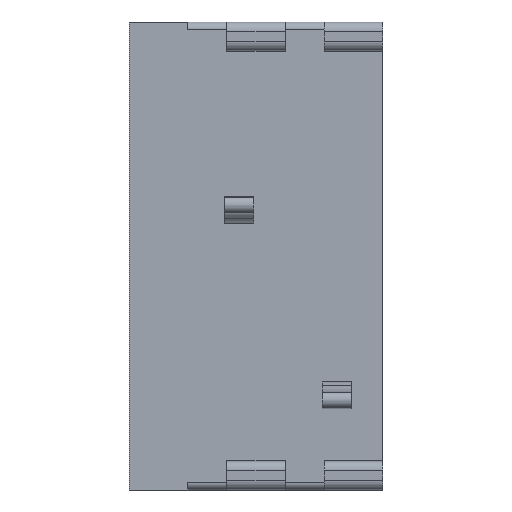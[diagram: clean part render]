
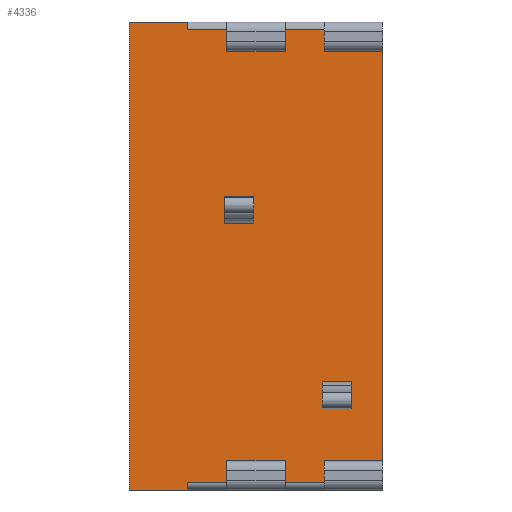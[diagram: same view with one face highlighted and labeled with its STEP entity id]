
A CAD part, front view. The second image highlights one B-rep face of the part: STEP entity #4336.
In plain terms, the highlighted planar face has unit normal (0, -1, 0).
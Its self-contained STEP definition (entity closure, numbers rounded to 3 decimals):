
#17=DIRECTION('',(0.,0.,-1.));
#18=VECTOR('',#17,12.);
#19=CARTESIAN_POINT('',(-3.25,0.,0.));
#20=LINE('',#19,#18);
#255=DIRECTION('',(1.,0.,0.));
#256=VECTOR('',#255,1.5);
#257=CARTESIAN_POINT('',(-3.25,0.,-12.));
#258=LINE('',#257,#256);
#305=DIRECTION('',(0.,0.,-1.));
#306=VECTOR('',#305,0.2);
#307=CARTESIAN_POINT('',(-1.75,0.,0.));
#308=LINE('',#307,#306);
#309=DIRECTION('',(-1.,0.,0.));
#310=VECTOR('',#309,1.);
#311=CARTESIAN_POINT('',(-0.75,0.,-0.2));
#312=LINE('',#311,#310);
#313=DIRECTION('',(0.,0.,-1.));
#314=VECTOR('',#313,0.545);
#315=CARTESIAN_POINT('',(-0.75,0.,-0.2));
#316=LINE('',#315,#314);
#317=DIRECTION('',(1.,0.,0.));
#318=VECTOR('',#317,1.5);
#319=CARTESIAN_POINT('',(-0.75,0.,-0.745));
#320=LINE('',#319,#318);
#321=DIRECTION('',(0.,0.,-1.));
#322=VECTOR('',#321,0.545);
#323=CARTESIAN_POINT('',(0.75,0.,-0.2));
#324=LINE('',#323,#322);
#325=DIRECTION('',(-1.,0.,0.));
#326=VECTOR('',#325,1.);
#327=CARTESIAN_POINT('',(1.75,0.,-0.2));
#328=LINE('',#327,#326);
#329=DIRECTION('',(0.,0.,-1.));
#330=VECTOR('',#329,0.545);
#331=CARTESIAN_POINT('',(1.75,0.,-0.2));
#332=LINE('',#331,#330);
#333=DIRECTION('',(1.,0.,0.));
#334=VECTOR('',#333,1.5);
#335=CARTESIAN_POINT('',(1.75,0.,-0.745));
#336=LINE('',#335,#334);
#337=DIRECTION('',(1.,0.,0.));
#338=VECTOR('',#337,1.5);
#339=CARTESIAN_POINT('',(1.75,0.,-11.255));
#340=LINE('',#339,#338);
#341=DIRECTION('',(0.,0.,-1.));
#342=VECTOR('',#341,0.545);
#343=CARTESIAN_POINT('',(1.75,0.,-11.255));
#344=LINE('',#343,#342);
#345=DIRECTION('',(-1.,0.,0.));
#346=VECTOR('',#345,1.);
#347=CARTESIAN_POINT('',(1.75,0.,-11.8));
#348=LINE('',#347,#346);
#349=DIRECTION('',(0.,0.,-1.));
#350=VECTOR('',#349,0.545);
#351=CARTESIAN_POINT('',(0.75,0.,-11.255));
#352=LINE('',#351,#350);
#353=DIRECTION('',(1.,0.,0.));
#354=VECTOR('',#353,1.5);
#355=CARTESIAN_POINT('',(-0.75,0.,-11.255));
#356=LINE('',#355,#354);
#357=DIRECTION('',(0.,0.,-1.));
#358=VECTOR('',#357,0.545);
#359=CARTESIAN_POINT('',(-0.75,0.,-11.255));
#360=LINE('',#359,#358);
#361=DIRECTION('',(-1.,0.,0.));
#362=VECTOR('',#361,1.);
#363=CARTESIAN_POINT('',(-0.75,0.,-11.8));
#364=LINE('',#363,#362);
#365=DIRECTION('',(0.,0.,-1.));
#366=VECTOR('',#365,0.2);
#367=CARTESIAN_POINT('',(-1.75,0.,-11.8));
#368=LINE('',#367,#366);
#369=DIRECTION('',(1.,0.,0.));
#370=VECTOR('',#369,1.5);
#371=CARTESIAN_POINT('',(-3.25,0.,0.));
#372=LINE('',#371,#370);
#373=DIRECTION('',(0.,0.,-1.));
#374=VECTOR('',#373,0.4);
#375=CARTESIAN_POINT('',(-0.805,0.,-4.47));
#376=LINE('',#375,#374);
#377=DIRECTION('',(1.,0.,0.));
#378=VECTOR('',#377,0.75);
#379=CARTESIAN_POINT('',(-0.805,0.,-4.87));
#380=LINE('',#379,#378);
#381=DIRECTION('',(0.,0.,-1.));
#382=VECTOR('',#381,0.4);
#383=CARTESIAN_POINT('',(-0.055,0.,-4.47));
#384=LINE('',#383,#382);
#385=DIRECTION('',(1.,0.,0.));
#386=VECTOR('',#385,0.75);
#387=CARTESIAN_POINT('',(-0.805,0.,-4.47));
#388=LINE('',#387,#386);
#389=DIRECTION('',(0.,0.,-1.));
#390=VECTOR('',#389,0.4);
#391=CARTESIAN_POINT('',(1.695,0.,-9.52));
#392=LINE('',#391,#390);
#393=DIRECTION('',(1.,0.,0.));
#394=VECTOR('',#393,0.75);
#395=CARTESIAN_POINT('',(1.695,0.,-9.92));
#396=LINE('',#395,#394);
#397=DIRECTION('',(0.,0.,-1.));
#398=VECTOR('',#397,0.4);
#399=CARTESIAN_POINT('',(2.445,0.,-9.52));
#400=LINE('',#399,#398);
#401=DIRECTION('',(1.,0.,0.));
#402=VECTOR('',#401,0.75);
#403=CARTESIAN_POINT('',(1.695,0.,-9.52));
#404=LINE('',#403,#402);
#1302=DIRECTION('',(0.,0.,-1.));
#1303=VECTOR('',#1302,10.51);
#1304=CARTESIAN_POINT('',(3.25,0.,-0.745));
#1305=LINE('',#1304,#1303);
#3103=CARTESIAN_POINT('',(-3.25,0.,0.));
#3104=CARTESIAN_POINT('',(-3.25,0.,-12.));
#3105=VERTEX_POINT('',#3103);
#3106=VERTEX_POINT('',#3104);
#3223=CARTESIAN_POINT('',(3.25,0.,-11.255));
#3224=VERTEX_POINT('',#3223);
#3225=CARTESIAN_POINT('',(1.75,0.,-11.255));
#3226=VERTEX_POINT('',#3225);
#3235=CARTESIAN_POINT('',(3.25,0.,-0.745));
#3236=VERTEX_POINT('',#3235);
#3239=CARTESIAN_POINT('',(1.75,0.,-0.745));
#3240=VERTEX_POINT('',#3239);
#3274=CARTESIAN_POINT('',(1.75,0.,-0.2));
#3276=VERTEX_POINT('',#3274);
#3277=CARTESIAN_POINT('',(1.75,0.,-11.8));
#3279=VERTEX_POINT('',#3277);
#3357=CARTESIAN_POINT('',(-0.805,0.,-4.47));
#3358=VERTEX_POINT('',#3357);
#3359=CARTESIAN_POINT('',(-0.805,0.,-4.87));
#3360=VERTEX_POINT('',#3359);
#3361=CARTESIAN_POINT('',(-0.055,0.,-4.47));
#3362=VERTEX_POINT('',#3361);
#3363=CARTESIAN_POINT('',(-0.055,0.,-4.87));
#3364=VERTEX_POINT('',#3363);
#3397=CARTESIAN_POINT('',(1.695,0.,-9.52));
#3399=VERTEX_POINT('',#3397);
#3402=CARTESIAN_POINT('',(1.695,0.,-9.92));
#3404=VERTEX_POINT('',#3402);
#3405=CARTESIAN_POINT('',(2.445,0.,-9.52));
#3407=VERTEX_POINT('',#3405);
#3410=CARTESIAN_POINT('',(2.445,0.,-9.92));
#3412=VERTEX_POINT('',#3410);
#3723=CARTESIAN_POINT('',(0.75,0.,-11.255));
#3724=VERTEX_POINT('',#3723);
#3725=CARTESIAN_POINT('',(-0.75,0.,-11.255));
#3726=VERTEX_POINT('',#3725);
#3735=CARTESIAN_POINT('',(0.75,0.,-0.745));
#3736=VERTEX_POINT('',#3735);
#3739=CARTESIAN_POINT('',(-0.75,0.,-0.745));
#3740=VERTEX_POINT('',#3739);
#3760=CARTESIAN_POINT('',(-0.75,0.,-0.2));
#3762=VERTEX_POINT('',#3760);
#3764=CARTESIAN_POINT('',(-1.75,0.,-0.2));
#3766=VERTEX_POINT('',#3764);
#3767=CARTESIAN_POINT('',(-0.75,0.,-11.8));
#3769=VERTEX_POINT('',#3767);
#3771=CARTESIAN_POINT('',(-1.75,0.,-11.8));
#3773=VERTEX_POINT('',#3771);
#3840=CARTESIAN_POINT('',(0.75,0.,-0.2));
#3841=VERTEX_POINT('',#3840);
#3842=CARTESIAN_POINT('',(0.75,0.,-11.8));
#3843=VERTEX_POINT('',#3842);
#3881=CARTESIAN_POINT('',(-1.75,0.,0.));
#3882=VERTEX_POINT('',#3881);
#3883=CARTESIAN_POINT('',(-1.75,0.,-12.));
#3884=VERTEX_POINT('',#3883);
#4273=CARTESIAN_POINT('',(-3.25,0.,0.));
#4274=DIRECTION('',(0.,-1.,0.));
#4275=DIRECTION('',(0.,0.,-1.));
#4276=AXIS2_PLACEMENT_3D('',#4273,#4274,#4275);
#4277=PLANE('',#4276);
#4279=ORIENTED_EDGE('',*,*,#4278,.T.);
#4281=ORIENTED_EDGE('',*,*,#4280,.F.);
#4282=ORIENTED_EDGE('',*,*,#4239,.T.);
#4284=ORIENTED_EDGE('',*,*,#4283,.T.);
#4286=ORIENTED_EDGE('',*,*,#4285,.F.);
#4288=ORIENTED_EDGE('',*,*,#4287,.F.);
#4290=ORIENTED_EDGE('',*,*,#4289,.T.);
#4292=ORIENTED_EDGE('',*,*,#4291,.T.);
#4294=ORIENTED_EDGE('',*,*,#4293,.T.);
#4296=ORIENTED_EDGE('',*,*,#4295,.F.);
#4298=ORIENTED_EDGE('',*,*,#4297,.T.);
#4300=ORIENTED_EDGE('',*,*,#4299,.T.);
#4302=ORIENTED_EDGE('',*,*,#4301,.F.);
#4304=ORIENTED_EDGE('',*,*,#4303,.F.);
#4305=ORIENTED_EDGE('',*,*,#4264,.T.);
#4307=ORIENTED_EDGE('',*,*,#4306,.T.);
#4309=ORIENTED_EDGE('',*,*,#4308,.T.);
#4310=ORIENTED_EDGE('',*,*,#4225,.F.);
#4311=ORIENTED_EDGE('',*,*,#3964,.F.);
#4313=ORIENTED_EDGE('',*,*,#4312,.T.);
#4314=EDGE_LOOP('',(#4279,#4281,#4282,#4284,#4286,#4288,#4290,#4292,#4294,#4296,
#4298,#4300,#4302,#4304,#4305,#4307,#4309,#4310,#4311,#4313));
#4315=FACE_OUTER_BOUND('',#4314,.F.);
#4317=ORIENTED_EDGE('',*,*,#4316,.T.);
#4319=ORIENTED_EDGE('',*,*,#4318,.T.);
#4321=ORIENTED_EDGE('',*,*,#4320,.F.);
#4323=ORIENTED_EDGE('',*,*,#4322,.F.);
#4324=EDGE_LOOP('',(#4317,#4319,#4321,#4323));
#4325=FACE_BOUND('',#4324,.F.);
#4327=ORIENTED_EDGE('',*,*,#4326,.T.);
#4329=ORIENTED_EDGE('',*,*,#4328,.T.);
#4331=ORIENTED_EDGE('',*,*,#4330,.F.);
#4333=ORIENTED_EDGE('',*,*,#4332,.F.);
#4334=EDGE_LOOP('',(#4327,#4329,#4331,#4333));
#4335=FACE_BOUND('',#4334,.F.);
#3964=EDGE_CURVE('',#3105,#3106,#20,.T.);
#4225=EDGE_CURVE('',#3106,#3884,#258,.T.);
#4239=EDGE_CURVE('',#3762,#3740,#316,.T.);
#4264=EDGE_CURVE('',#3726,#3769,#360,.T.);
#4278=EDGE_CURVE('',#3882,#3766,#308,.T.);
#4280=EDGE_CURVE('',#3762,#3766,#312,.T.);
#4283=EDGE_CURVE('',#3740,#3736,#320,.T.);
#4285=EDGE_CURVE('',#3841,#3736,#324,.T.);
#4287=EDGE_CURVE('',#3276,#3841,#328,.T.);
#4289=EDGE_CURVE('',#3276,#3240,#332,.T.);
#4291=EDGE_CURVE('',#3240,#3236,#336,.T.);
#4293=EDGE_CURVE('',#3236,#3224,#1305,.T.);
#4295=EDGE_CURVE('',#3226,#3224,#340,.T.);
#4297=EDGE_CURVE('',#3226,#3279,#344,.T.);
#4299=EDGE_CURVE('',#3279,#3843,#348,.T.);
#4301=EDGE_CURVE('',#3724,#3843,#352,.T.);
#4303=EDGE_CURVE('',#3726,#3724,#356,.T.);
#4306=EDGE_CURVE('',#3769,#3773,#364,.T.);
#4308=EDGE_CURVE('',#3773,#3884,#368,.T.);
#4312=EDGE_CURVE('',#3105,#3882,#372,.T.);
#4316=EDGE_CURVE('',#3358,#3360,#376,.T.);
#4318=EDGE_CURVE('',#3360,#3364,#380,.T.);
#4320=EDGE_CURVE('',#3362,#3364,#384,.T.);
#4322=EDGE_CURVE('',#3358,#3362,#388,.T.);
#4326=EDGE_CURVE('',#3399,#3404,#392,.T.);
#4328=EDGE_CURVE('',#3404,#3412,#396,.T.);
#4330=EDGE_CURVE('',#3407,#3412,#400,.T.);
#4332=EDGE_CURVE('',#3399,#3407,#404,.T.);
#4336=ADVANCED_FACE('',(#4315,#4325,#4335),#4277,.T.);
